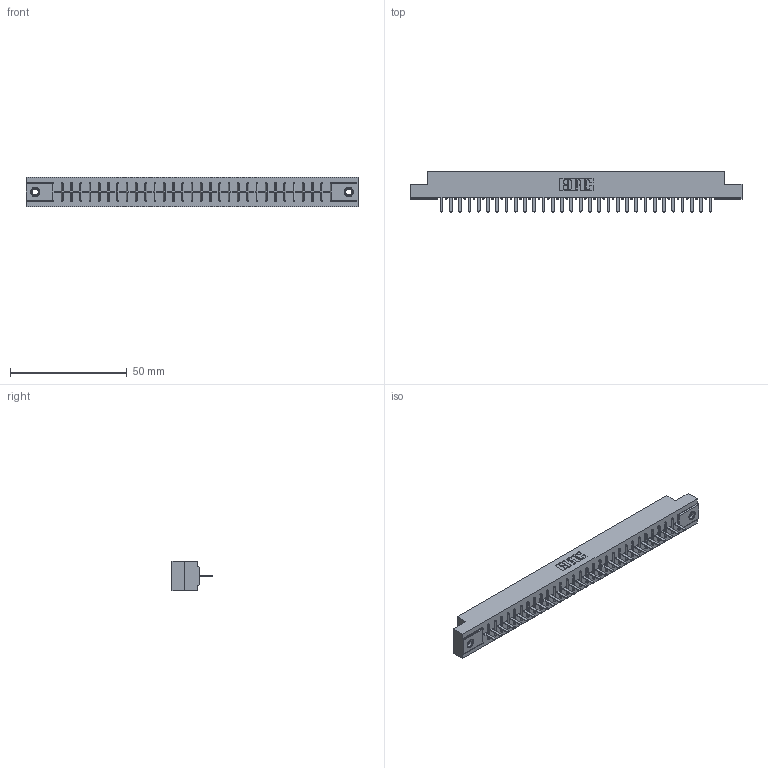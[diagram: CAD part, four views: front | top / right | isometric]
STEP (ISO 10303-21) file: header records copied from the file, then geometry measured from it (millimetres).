
FILE_DESCRIPTION (( 'STEP AP203' ), '1' );
FILE_NAME ('316-030-520-107.STEP', '2018-07-31T03:18:37', ( '' ), ( '' ), 'SwSTEP 2.0', 'SolidWorks 2016', '' );
FILE_SCHEMA (( 'CONFIG_CONTROL_DESIGN' ));
Length unit declared in the file: inch
Products named in the file (4): 306 Part_.156 Dia; 306-290-001_120; 345-250-001_345-250-005-103; 316-030-520-107
Assembly tree (33 placements, depth 2):
  316-030-520-107
    306 Part_.156 Dia
    306-290-001_120  x30
    345-250-001_345-250-005-103  x2
Bounding box: 141.88 x 17.12 x 12.7 mm (x, y, z)
Volume: 15577.2 mm3; surface area: 15895.4 mm2
Topology: 33 solids, 33 shells, 2276 faces, 6362 edges, 4072 vertices
Faces by surface type: plane 1510, cylinder 630, sphere 120, cone 12, torus 4
Entity records: 30672 total; most frequent: CARTESIAN_POINT 5128, ORIENTED_EDGE 5076, DIRECTION 5066, EDGE_CURVE 2538, LINE 1978, VECTOR 1978, VERTEX_POINT 1606, AXIS2_PLACEMENT_3D 1544
